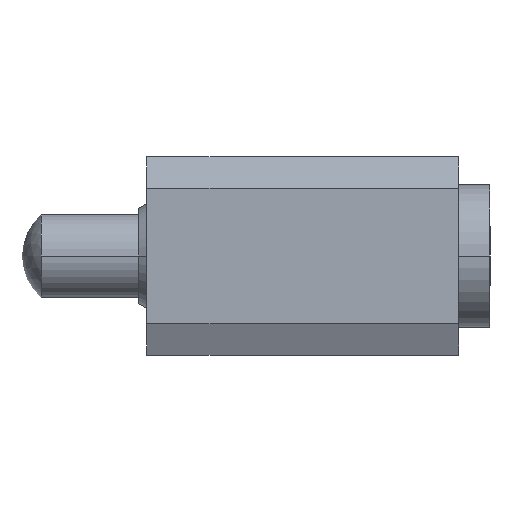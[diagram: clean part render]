
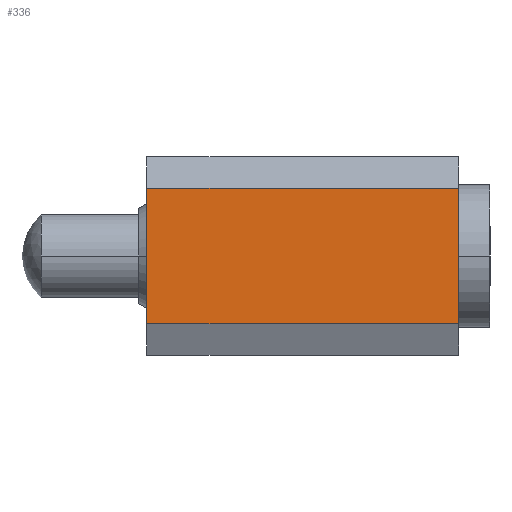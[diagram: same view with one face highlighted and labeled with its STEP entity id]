
A CAD part, left-side view. The second image highlights one B-rep face of the part: STEP entity #336.
In plain terms, the highlighted planar face has unit normal (-1, 0, 0).
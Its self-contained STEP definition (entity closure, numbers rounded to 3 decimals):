
#336=ADVANCED_FACE('',(#720),#721,.T.);
#720=FACE_OUTER_BOUND('',#1153,.T.);
#721=PLANE('',#1154);
#1153=EDGE_LOOP('',(#2007,#2008,#2009,#2010));
#1154=AXIS2_PLACEMENT_3D('',#2011,#2012,#2013);
#2007=ORIENTED_EDGE('',*,*,#2600,.T.);
#2008=ORIENTED_EDGE('',*,*,#2664,.F.);
#2009=ORIENTED_EDGE('',*,*,#2665,.F.);
#2010=ORIENTED_EDGE('',*,*,#2660,.T.);
#2011=CARTESIAN_POINT('',(-5.08,0.,0.));
#2012=DIRECTION('',(-1.0,0.0,0.0));
#2013=DIRECTION('',(0.0,0.,1.0));
#2600=EDGE_CURVE('',#3118,#3116,#3119,.T.);
#2660=EDGE_CURVE('',#3204,#3118,#3205,.T.);
#2664=EDGE_CURVE('',#3210,#3116,#3211,.T.);
#2665=EDGE_CURVE('',#3204,#3210,#3212,.T.);
#3116=VERTEX_POINT('',#3793);
#3118=VERTEX_POINT('',#3796);
#3119=LINE('',#3797,#3798);
#3204=VERTEX_POINT('',#3925);
#3205=LINE('',#3926,#3927);
#3210=VERTEX_POINT('',#3934);
#3211=LINE('',#3935,#3936);
#3212=LINE('',#3937,#3938);
#3793=CARTESIAN_POINT('',(-5.08,4.0,-0.87));
#3796=CARTESIAN_POINT('',(-5.08,4.0,0.87));
#3797=CARTESIAN_POINT('',(-5.08,4.0,0.87));
#3798=VECTOR('',#4432,1.0);
#3925=CARTESIAN_POINT('',(-5.08,0.,0.87));
#3926=CARTESIAN_POINT('',(-5.08,0.,0.87));
#3927=VECTOR('',#4475,1.0);
#3934=CARTESIAN_POINT('',(-5.08,0.,-0.87));
#3935=CARTESIAN_POINT('',(-5.08,0.,-0.87));
#3936=VECTOR('',#4478,1.0);
#3937=CARTESIAN_POINT('',(-5.08,0.,0.87));
#3938=VECTOR('',#4479,1.0);
#4432=DIRECTION('',(0.0,0.,-1.0));
#4475=DIRECTION('',(0.0,1.0,0.));
#4478=DIRECTION('',(0.0,1.0,0.));
#4479=DIRECTION('',(0.0,0.,-1.0));
